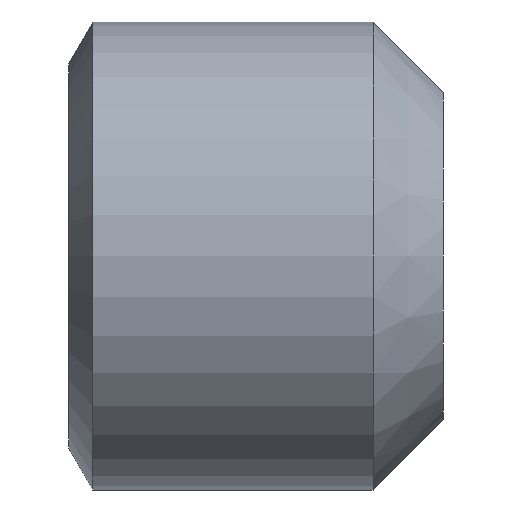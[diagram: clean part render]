
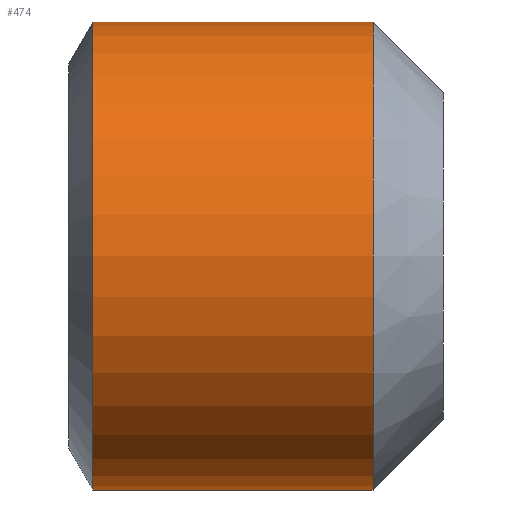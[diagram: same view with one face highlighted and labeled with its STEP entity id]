
A CAD part, front view. The second image highlights one B-rep face of the part: STEP entity #474.
In plain terms, the highlighted cylindrical face has radius 2.5 mm (diameter 5 mm), a partial arc.
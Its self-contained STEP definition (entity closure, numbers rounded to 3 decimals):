
#4 = FACE_OUTER_BOUND ( 'NONE', #152, .T. ) ;
#19 = LINE ( 'NONE', #204, #20 ) ;
#20 = VECTOR ( 'NONE', #366, 1000. ) ;
#47 = CARTESIAN_POINT ( 'NONE',  ( 0.257, 0., -2.5 ) ) ;
#66 = LINE ( 'NONE', #217, #410 ) ;
#79 = CIRCLE ( 'NONE', #119, 2.5 ) ;
#110 = VERTEX_POINT ( 'NONE', #158 ) ;
#116 = EDGE_CURVE ( 'NONE', #153, #110, #247, .T. ) ;
#118 = CARTESIAN_POINT ( 'NONE',  ( 0.257, 0., 0. ) ) ;
#119 = AXIS2_PLACEMENT_3D ( 'NONE', #254, #294, #403 ) ;
#132 = DIRECTION ( 'NONE',  ( -1., 0., 0. ) ) ;
#133 = AXIS2_PLACEMENT_3D ( 'NONE', #415, #223, #334 ) ;
#148 = ORIENTED_EDGE ( 'NONE', *, *, #116, .F. ) ;
#152 = EDGE_LOOP ( 'NONE', ( #375, #208, #305, #148 ) ) ;
#153 = VERTEX_POINT ( 'NONE', #47 ) ;
#158 = CARTESIAN_POINT ( 'NONE',  ( 0.257, 0., 2.5 ) ) ;
#193 = DIRECTION ( 'NONE',  ( -1., 0., 0. ) ) ;
#194 = DIRECTION ( 'NONE',  ( 0., 0., 1. ) ) ;
#204 = CARTESIAN_POINT ( 'NONE',  ( -12.7, 0., -2.5 ) ) ;
#208 = ORIENTED_EDGE ( 'NONE', *, *, #404, .T. ) ;
#217 = CARTESIAN_POINT ( 'NONE',  ( -12.7, 0., 2.5 ) ) ;
#223 = DIRECTION ( 'NONE',  ( -1., 0., 0. ) ) ;
#237 = CARTESIAN_POINT ( 'NONE',  ( 3.25, 0., -2.5 ) ) ;
#246 = VERTEX_POINT ( 'NONE', #237 ) ;
#247 = CIRCLE ( 'NONE', #364, 2.5 ) ;
#254 = CARTESIAN_POINT ( 'NONE',  ( 3.25, 0., 0. ) ) ;
#294 = DIRECTION ( 'NONE',  ( -1., 0., 0. ) ) ;
#305 = ORIENTED_EDGE ( 'NONE', *, *, #372, .T. ) ;
#316 = CARTESIAN_POINT ( 'NONE',  ( 3.25, 0., 2.5 ) ) ;
#328 = VERTEX_POINT ( 'NONE', #316 ) ;
#334 = DIRECTION ( 'NONE',  ( 0., 0., 1. ) ) ;
#345 = EDGE_CURVE ( 'NONE', #246, #153, #19, .T. ) ;
#364 = AXIS2_PLACEMENT_3D ( 'NONE', #118, #193, #194 ) ;
#366 = DIRECTION ( 'NONE',  ( -1., 0., 0. ) ) ;
#372 = EDGE_CURVE ( 'NONE', #328, #110, #66, .T. ) ;
#375 = ORIENTED_EDGE ( 'NONE', *, *, #345, .F. ) ;
#402 = CYLINDRICAL_SURFACE ( 'NONE', #133, 2.5 ) ;
#403 = DIRECTION ( 'NONE',  ( 0., 0., 1. ) ) ;
#404 = EDGE_CURVE ( 'NONE', #246, #328, #79, .T. ) ;
#410 = VECTOR ( 'NONE', #132, 1000. ) ;
#415 = CARTESIAN_POINT ( 'NONE',  ( -12.7, 0., 0. ) ) ;
#474 = ADVANCED_FACE ( 'NONE', ( #4 ), #402, .T. ) ;
